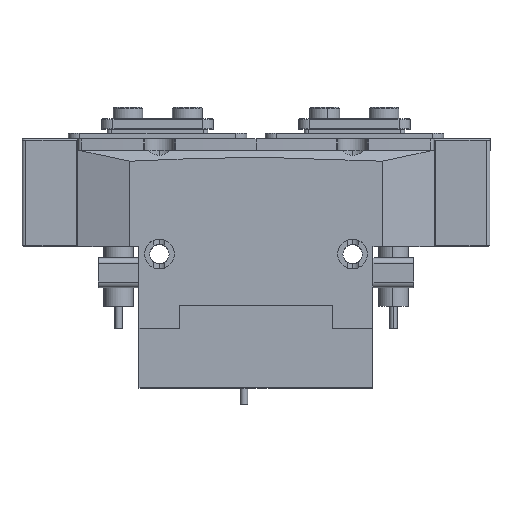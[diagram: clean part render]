
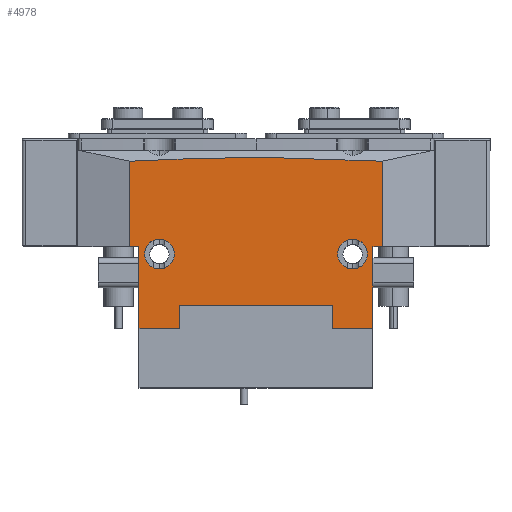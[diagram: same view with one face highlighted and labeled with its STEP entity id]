
A CAD part, top view. The second image highlights one B-rep face of the part: STEP entity #4978.
In plain terms, the highlighted planar face has unit normal (0, 0, 1).
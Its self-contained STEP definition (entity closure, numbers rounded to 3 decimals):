
#28 = ORIENTED_EDGE ( 'NONE', *, *, #43483, .T. ) ;
#29 = VERTEX_POINT ( 'NONE', #18228 ) ;
#139 = VERTEX_POINT ( 'NONE', #26894 ) ;
#441 = DIRECTION ( 'NONE',  ( 0., 0., 1. ) ) ;
#478 = B_SPLINE_CURVE_WITH_KNOTS ( 'NONE', 3,
 ( #39941, #11539, #18618, #33233 ),
 .UNSPECIFIED., .F., .F.,
 ( 4, 4 ),
 ( 0.106, 0.173 ),
 .UNSPECIFIED. ) ;
#731 = DIRECTION ( 'NONE',  ( 1., 0., 0. ) ) ;
#737 = CARTESIAN_POINT ( 'NONE',  ( 20.6, 6.2, 21. ) ) ;
#895 = VERTEX_POINT ( 'NONE', #20204 ) ;
#1130 = CARTESIAN_POINT ( 'NONE',  ( -48., 22., 21. ) ) ;
#1233 = EDGE_LOOP ( 'NONE', ( #7033, #41205 ) ) ;
#2003 = EDGE_CURVE ( 'NONE', #2642, #29, #15810, .T. ) ;
#2212 = VECTOR ( 'NONE', #27841, 1000. ) ;
#2642 = VERTEX_POINT ( 'NONE', #5433 ) ;
#2920 = CARTESIAN_POINT ( 'NONE',  ( -48., 0., 21. ) ) ;
#3604 = CARTESIAN_POINT ( 'NONE',  ( 31.5, 0., 21. ) ) ;
#4284 = VERTEX_POINT ( 'NONE', #3604 ) ;
#4390 = CARTESIAN_POINT ( 'NONE',  ( 31.5, 22., 21. ) ) ;
#4479 = DIRECTION ( 'NONE',  ( -1., 0., 0. ) ) ;
#4566 = CARTESIAN_POINT ( 'NONE',  ( -22., 20., 21. ) ) ;
#4978 = ADVANCED_FACE ( 'NONE', ( #21879, #45611, #6650 ), #22254, .F. ) ;
#4992 = ORIENTED_EDGE ( 'NONE', *, *, #10415, .F. ) ;
#5051 = EDGE_CURVE ( 'NONE', #21427, #6760, #14508, .T. ) ;
#5264 = VECTOR ( 'NONE', #9368, 1000. ) ;
#5433 = CARTESIAN_POINT ( 'NONE',  ( 34., 22., 21. ) ) ;
#5447 = EDGE_CURVE ( 'NONE', #895, #14149, #29679, .T. ) ;
#6555 = VECTOR ( 'NONE', #35701, 1000. ) ;
#6650 = FACE_OUTER_BOUND ( 'NONE', #37169, .T. ) ;
#6760 = VERTEX_POINT ( 'NONE', #32659 ) ;
#7033 = ORIENTED_EDGE ( 'NONE', *, *, #10623, .F. ) ;
#8027 = CARTESIAN_POINT ( 'NONE',  ( 26., 20., 21. ) ) ;
#8712 = EDGE_CURVE ( 'NONE', #6760, #33295, #32358, .T. ) ;
#8736 = DIRECTION ( 'NONE',  ( -1., 0., 0. ) ) ;
#8777 = ORIENTED_EDGE ( 'NONE', *, *, #10015, .F. ) ;
#9368 = DIRECTION ( 'NONE',  ( 0., 1., 0. ) ) ;
#10015 = EDGE_CURVE ( 'NONE', #21770, #4284, #15907, .T. ) ;
#10174 = DIRECTION ( 'NONE',  ( 0., 0., 1. ) ) ;
#10415 = EDGE_CURVE ( 'NONE', #139, #32483, #15861, .T. ) ;
#10623 = EDGE_CURVE ( 'NONE', #46041, #24243, #39621, .T. ) ;
#11036 = ORIENTED_EDGE ( 'NONE', *, *, #14600, .T. ) ;
#11114 = CIRCLE ( 'NONE', #22673, 4. ) ;
#11344 = ORIENTED_EDGE ( 'NONE', *, *, #2003, .T. ) ;
#11539 = CARTESIAN_POINT ( 'NONE',  ( 11.449, 46.325, 21. ) ) ;
#12800 = EDGE_CURVE ( 'NONE', #2642, #21770, #40002, .T. ) ;
#13754 = CARTESIAN_POINT ( 'NONE',  ( 26., 20., 21. ) ) ;
#14149 = VERTEX_POINT ( 'NONE', #34520 ) ;
#14508 = LINE ( 'NONE', #1130, #42197 ) ;
#14600 = EDGE_CURVE ( 'NONE', #15644, #21850, #18381, .T. ) ;
#15644 = VERTEX_POINT ( 'NONE', #737 ) ;
#15810 = LINE ( 'NONE', #43006, #24268 ) ;
#15861 = CIRCLE ( 'NONE', #16097, 4. ) ;
#15907 = LINE ( 'NONE', #4390, #26035 ) ;
#16097 = AXIS2_PLACEMENT_3D ( 'NONE', #13754, #10174, #35362 ) ;
#16790 = ORIENTED_EDGE ( 'NONE', *, *, #20128, .T. ) ;
#17337 = AXIS2_PLACEMENT_3D ( 'NONE', #8027, #441, #731 ) ;
#17386 = ORIENTED_EDGE ( 'NONE', *, *, #8712, .F. ) ;
#17709 = EDGE_CURVE ( 'NONE', #24243, #46041, #11114, .T. ) ;
#18033 = DIRECTION ( 'NONE',  ( 0., 0., 1. ) ) ;
#18228 = CARTESIAN_POINT ( 'NONE',  ( 34., 45.003, 21. ) ) ;
#18365 = CARTESIAN_POINT ( 'NONE',  ( 20.6, 6.2, 21. ) ) ;
#18381 = LINE ( 'NONE', #18365, #6555 ) ;
#18618 = CARTESIAN_POINT ( 'NONE',  ( -11.217, 46.338, 21. ) ) ;
#18807 = CARTESIAN_POINT ( 'NONE',  ( -26., 20., 21. ) ) ;
#19837 = DIRECTION ( 'NONE',  ( 0., -1., 0. ) ) ;
#20128 = EDGE_CURVE ( 'NONE', #38659, #14149, #26644, .T. ) ;
#20204 = CARTESIAN_POINT ( 'NONE',  ( -20.6, 6.2, 21. ) ) ;
#21403 = DIRECTION ( 'NONE',  ( 0., 1., 0. ) ) ;
#21427 = VERTEX_POINT ( 'NONE', #29352 ) ;
#21453 = CARTESIAN_POINT ( 'NONE',  ( 22., 20., 21. ) ) ;
#21770 = VERTEX_POINT ( 'NONE', #42311 ) ;
#21850 = VERTEX_POINT ( 'NONE', #27914 ) ;
#21879 = FACE_BOUND ( 'NONE', #1233, .T. ) ;
#22254 = PLANE ( 'NONE',  #30732 ) ;
#22673 = AXIS2_PLACEMENT_3D ( 'NONE', #43414, #18033, #43729 ) ;
#22782 = ORIENTED_EDGE ( 'NONE', *, *, #24048, .T. ) ;
#23367 = AXIS2_PLACEMENT_3D ( 'NONE', #18807, #40748, #44347 ) ;
#24048 = EDGE_CURVE ( 'NONE', #29, #33295, #478, .T. ) ;
#24243 = VERTEX_POINT ( 'NONE', #37229 ) ;
#24268 = VECTOR ( 'NONE', #21403, 1000. ) ;
#25548 = CARTESIAN_POINT ( 'NONE',  ( -48., 48., 21. ) ) ;
#25815 = ORIENTED_EDGE ( 'NONE', *, *, #12800, .F. ) ;
#26035 = VECTOR ( 'NONE', #29520, 1000. ) ;
#26446 = CARTESIAN_POINT ( 'NONE',  ( -20.6, 6.2, 21. ) ) ;
#26469 = VECTOR ( 'NONE', #45213, 1000. ) ;
#26644 = LINE ( 'NONE', #41229, #43042 ) ;
#26834 = DIRECTION ( 'NONE',  ( 1., 0., 0. ) ) ;
#26894 = CARTESIAN_POINT ( 'NONE',  ( 30., 20., 21. ) ) ;
#27254 = ORIENTED_EDGE ( 'NONE', *, *, #5447, .F. ) ;
#27330 = CARTESIAN_POINT ( 'NONE',  ( -31.5, 0., 21. ) ) ;
#27841 = DIRECTION ( 'NONE',  ( 0., -1., 0. ) ) ;
#27914 = CARTESIAN_POINT ( 'NONE',  ( 20.6, 0., 21. ) ) ;
#28558 = VECTOR ( 'NONE', #19837, 1000. ) ;
#29198 = VECTOR ( 'NONE', #30711, 1000. ) ;
#29352 = CARTESIAN_POINT ( 'NONE',  ( -31.5, 22., 21. ) ) ;
#29520 = DIRECTION ( 'NONE',  ( 0., -1., 0. ) ) ;
#29679 = LINE ( 'NONE', #26446, #28558 ) ;
#29884 = EDGE_CURVE ( 'NONE', #15644, #895, #37232, .T. ) ;
#30711 = DIRECTION ( 'NONE',  ( -1., 0., 0. ) ) ;
#30732 = AXIS2_PLACEMENT_3D ( 'NONE', #25548, #36925, #4479 ) ;
#30966 = CARTESIAN_POINT ( 'NONE',  ( -20.6, 6.2, 21. ) ) ;
#32109 = LINE ( 'NONE', #2920, #37833 ) ;
#32358 = LINE ( 'NONE', #38212, #5264 ) ;
#32436 = CIRCLE ( 'NONE', #17337, 4. ) ;
#32483 = VERTEX_POINT ( 'NONE', #21453 ) ;
#32659 = CARTESIAN_POINT ( 'NONE',  ( -34., 22., 21. ) ) ;
#33233 = CARTESIAN_POINT ( 'NONE',  ( -34., 45.003, 21. ) ) ;
#33284 = ORIENTED_EDGE ( 'NONE', *, *, #39911, .T. ) ;
#33295 = VERTEX_POINT ( 'NONE', #37413 ) ;
#34129 = EDGE_CURVE ( 'NONE', #32483, #139, #32436, .T. ) ;
#34520 = CARTESIAN_POINT ( 'NONE',  ( -20.6, 0., 21. ) ) ;
#34676 = CARTESIAN_POINT ( 'NONE',  ( 48., 22., 21. ) ) ;
#35362 = DIRECTION ( 'NONE',  ( 1., 0., 0. ) ) ;
#35701 = DIRECTION ( 'NONE',  ( 0., -1., 0. ) ) ;
#36176 = ORIENTED_EDGE ( 'NONE', *, *, #5051, .F. ) ;
#36925 = DIRECTION ( 'NONE',  ( 0., 0., -1. ) ) ;
#37169 = EDGE_LOOP ( 'NONE', ( #22782, #17386, #36176, #33284, #16790, #27254, #40507, #11036, #28, #8777, #25815, #11344 ) ) ;
#37229 = CARTESIAN_POINT ( 'NONE',  ( -30., 20., 21. ) ) ;
#37232 = LINE ( 'NONE', #30966, #26469 ) ;
#37413 = CARTESIAN_POINT ( 'NONE',  ( -34., 45.003, 21. ) ) ;
#37833 = VECTOR ( 'NONE', #39189, 1000. ) ;
#38055 = EDGE_LOOP ( 'NONE', ( #4992, #46048 ) ) ;
#38212 = CARTESIAN_POINT ( 'NONE',  ( -34., 0., 21. ) ) ;
#38659 = VERTEX_POINT ( 'NONE', #27330 ) ;
#39189 = DIRECTION ( 'NONE',  ( 1., 0., 0. ) ) ;
#39621 = CIRCLE ( 'NONE', #23367, 4. ) ;
#39911 = EDGE_CURVE ( 'NONE', #21427, #38659, #41163, .T. ) ;
#39941 = CARTESIAN_POINT ( 'NONE',  ( 34., 45.003, 21. ) ) ;
#40002 = LINE ( 'NONE', #34676, #29198 ) ;
#40507 = ORIENTED_EDGE ( 'NONE', *, *, #29884, .F. ) ;
#40748 = DIRECTION ( 'NONE',  ( 0., 0., 1. ) ) ;
#41163 = LINE ( 'NONE', #46044, #2212 ) ;
#41205 = ORIENTED_EDGE ( 'NONE', *, *, #17709, .F. ) ;
#41229 = CARTESIAN_POINT ( 'NONE',  ( -48., 0., 21. ) ) ;
#42197 = VECTOR ( 'NONE', #8736, 1000. ) ;
#42311 = CARTESIAN_POINT ( 'NONE',  ( 31.5, 22., 21. ) ) ;
#43006 = CARTESIAN_POINT ( 'NONE',  ( 34., 0., 21. ) ) ;
#43042 = VECTOR ( 'NONE', #26834, 1000. ) ;
#43414 = CARTESIAN_POINT ( 'NONE',  ( -26., 20., 21. ) ) ;
#43483 = EDGE_CURVE ( 'NONE', #21850, #4284, #32109, .T. ) ;
#43729 = DIRECTION ( 'NONE',  ( 1., 0., 0. ) ) ;
#44347 = DIRECTION ( 'NONE',  ( 1., 0., 0. ) ) ;
#45213 = DIRECTION ( 'NONE',  ( -1., 0., 0. ) ) ;
#45611 = FACE_BOUND ( 'NONE', #38055, .T. ) ;
#46041 = VERTEX_POINT ( 'NONE', #4566 ) ;
#46044 = CARTESIAN_POINT ( 'NONE',  ( -31.5, 22., 21. ) ) ;
#46048 = ORIENTED_EDGE ( 'NONE', *, *, #34129, .F. ) ;
